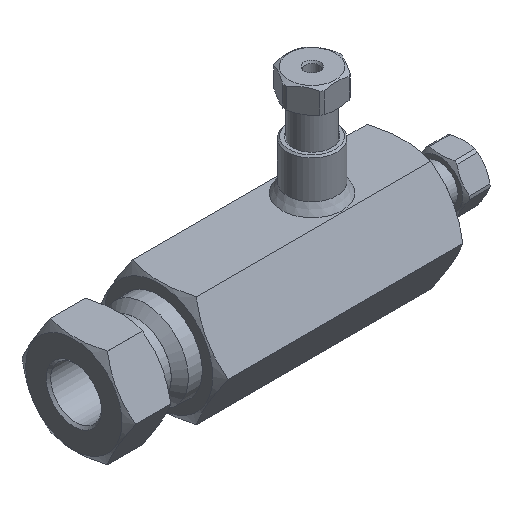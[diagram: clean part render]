
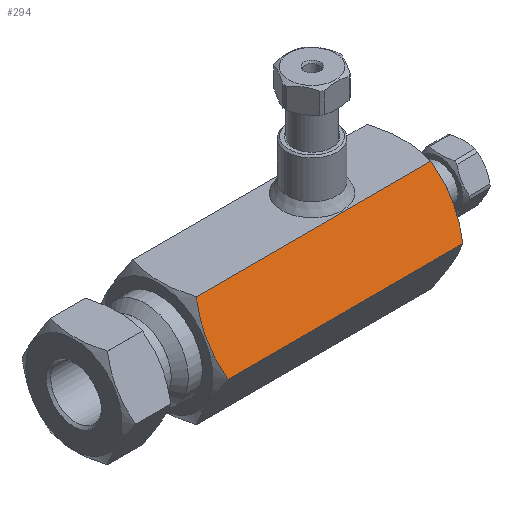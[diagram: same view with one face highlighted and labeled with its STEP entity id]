
A CAD part, isometric view. The second image highlights one B-rep face of the part: STEP entity #294.
In plain terms, the highlighted planar face has unit normal (0, -0.866, 0.5).
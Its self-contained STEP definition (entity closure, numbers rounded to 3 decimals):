
#106=CARTESIAN_POINT('',(31.023,-8.249,0.));
#107=VERTEX_POINT('',#106);
#168=CARTESIAN_POINT('',(31.023,-4.124,7.144));
#169=VERTEX_POINT('',#168);
#183=CARTESIAN_POINT('',(31.023,-4.124,7.144));
#184=CARTESIAN_POINT('',(32.214,-6.187,3.572));
#185=CARTESIAN_POINT('',(31.023,-8.249,0.));
#193=(BOUNDED_CURVE()B_SPLINE_CURVE(2,(#183,#184,#185),.UNSPECIFIED.,.F.,.U.)B_SPLINE_CURVE_WITH_KNOTS((3,3),(0.,0.835),.UNSPECIFIED.)CURVE()GEOMETRIC_REPRESENTATION_ITEM()RATIONAL_B_SPLINE_CURVE((1.,1.155,1.))REPRESENTATION_ITEM(''));
#194=EDGE_CURVE('',#169,#107,#193,.T.);
#257=CARTESIAN_POINT('',(0.,-1.687,11.366));
#258=DIRECTION('',(0.0,0.866,-0.5));
#259=DIRECTION('',(1.0,0.0,0.0));
#260=AXIS2_PLACEMENT_3D('',#257,#258,#259);
#261=PLANE('',#260);
#262=CARTESIAN_POINT('',(0.727,-8.249,0.));
#263=VERTEX_POINT('',#262);
#264=CARTESIAN_POINT('',(31.023,-8.249,0.));
#265=DIRECTION('',(-1.0,0.0,0.0));
#266=VECTOR('',#265,30.296);
#267=LINE('',#264,#266);
#268=EDGE_CURVE('',#107,#263,#267,.T.);
#269=ORIENTED_EDGE('',*,*,#268,.F.);
#270=ORIENTED_EDGE('',*,*,#194,.F.);
#271=CARTESIAN_POINT('',(0.727,-4.124,7.144));
#272=VERTEX_POINT('',#271);
#273=CARTESIAN_POINT('',(31.023,-4.124,7.144));
#274=DIRECTION('',(-1.0,0.0,0.0));
#275=VECTOR('',#274,30.296);
#276=LINE('',#273,#275);
#277=EDGE_CURVE('',#169,#272,#276,.T.);
#278=ORIENTED_EDGE('',*,*,#277,.T.);
#279=CARTESIAN_POINT('',(0.727,-8.249,0.));
#280=CARTESIAN_POINT('',(-0.464,-6.187,3.572));
#281=CARTESIAN_POINT('',(0.727,-4.124,7.144));
#289=(BOUNDED_CURVE()B_SPLINE_CURVE(2,(#279,#280,#281),.UNSPECIFIED.,.F.,.U.)B_SPLINE_CURVE_WITH_KNOTS((3,3),(0.,0.835),.UNSPECIFIED.)CURVE()GEOMETRIC_REPRESENTATION_ITEM()RATIONAL_B_SPLINE_CURVE((1.,1.155,1.))REPRESENTATION_ITEM(''));
#290=EDGE_CURVE('',#263,#272,#289,.T.);
#291=ORIENTED_EDGE('',*,*,#290,.F.);
#292=EDGE_LOOP('',(#269,#270,#278,#291));
#293=FACE_OUTER_BOUND('',#292,.T.);
#294=ADVANCED_FACE('',(#293),#261,.F.);
